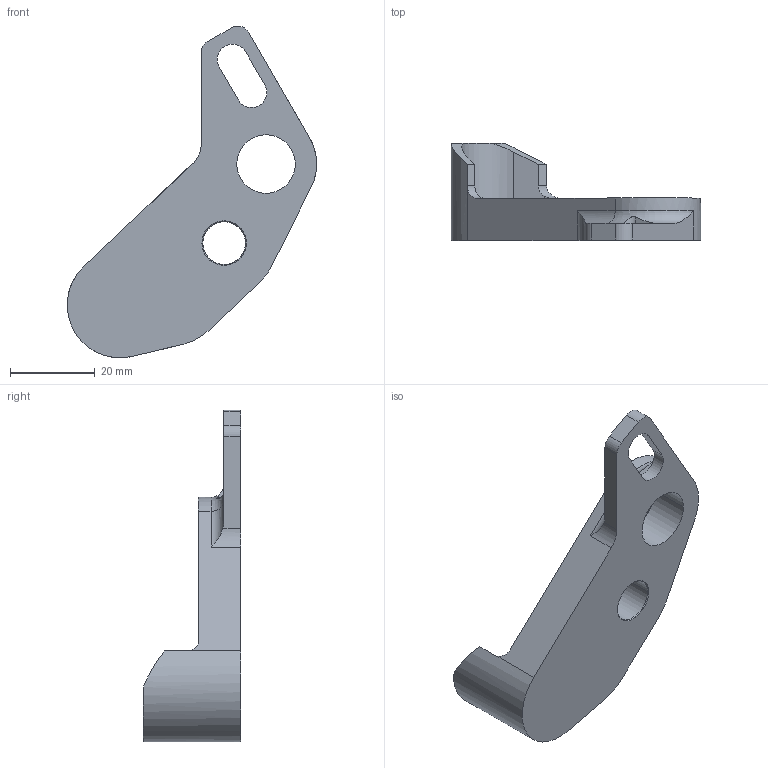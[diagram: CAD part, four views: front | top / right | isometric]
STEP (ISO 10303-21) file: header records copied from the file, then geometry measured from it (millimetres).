
FILE_DESCRIPTION(('CATIA V5 STEP Exchange','CAx-IF Rec.Pracs.--- Model Styling and Organization---1.4--- 2014-01-23','CAx-IF Rec.Pracs.--- Geometric and Assembly Validation Properties ---4.2---2014-10-09','CAx-IF Rec.Pracs.---3D Tessellated Data Validation Properties---0.5---2014-09-14'),'2;1');
FILE_NAME('CONNECTEUR PIVOT PPL D.stp','2022-01-27T15:53:46+00:00',('none'),('none'),'CATIA Version 5-6 Release 2017 SP2 HF63','CATIA V5 STEP AP242 v1','none');
FILE_SCHEMA(('AP242_MANAGED_MODEL_BASED_3D_ENGINEERING_MIM_LF {1 0 10303 442 1 1 4}'));
Length unit declared in the file: millimetre
Products named in the file (1): Connecteur Pivot ppl D
Bounding box: 59.01 x 23 x 78.46 mm (x, y, z)
Volume: 14841 mm3; surface area: 8091.8 mm2
Topology: 1 solids, 1 shells, 64 faces, 169 edges, 107 vertices
Faces by surface type: cylinder 28, plane 25, torus 7, cone 4
Entity records: 2025 total; most frequent: CARTESIAN_POINT 439, ORIENTED_EDGE 338, DIRECTION 274, EDGE_CURVE 169, AXIS2_PLACEMENT_3D 125, VERTEX_POINT 107, VECTOR 88, LINE 88
